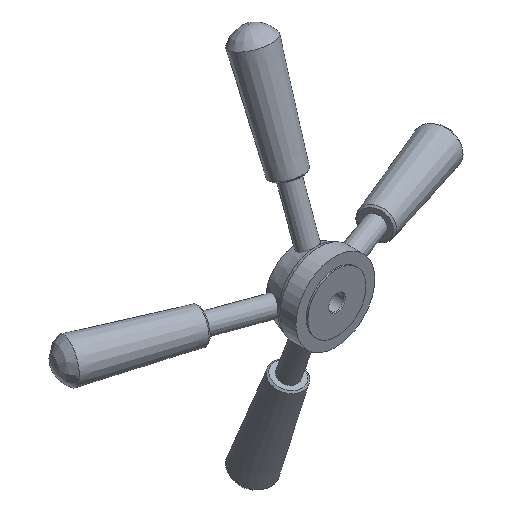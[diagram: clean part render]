
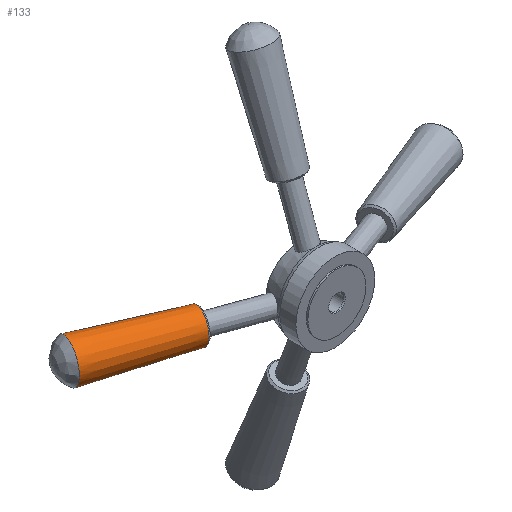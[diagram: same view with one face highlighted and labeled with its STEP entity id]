
A CAD part, isometric view. The second image highlights one B-rep face of the part: STEP entity #133.
In plain terms, the highlighted conical face has half-angle 2.203 degrees and reference radius 12.491 mm.
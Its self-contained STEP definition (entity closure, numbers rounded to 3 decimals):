
#133=ADVANCED_FACE('',(#179,#218),#158,.T.);
#158=CONICAL_SURFACE('',#500,12.491,2.203);
#179=FACE_OUTER_BOUND('',#268,.T.);
#218=FACE_BOUND('',#269,.T.);
#268=EDGE_LOOP('',(#340));
#269=EDGE_LOOP('',(#341));
#340=ORIENTED_EDGE('',*,*,#430,.T.);
#341=ORIENTED_EDGE('',*,*,#429,.F.);
#390=VERTEX_POINT('',#816);
#391=VERTEX_POINT('',#819);
#429=EDGE_CURVE('',#390,#390,#456,.T.);
#430=EDGE_CURVE('',#391,#391,#457,.T.);
#456=CIRCLE('',#497,9.991);
#457=CIRCLE('',#499,12.491);
#497=AXIS2_PLACEMENT_3D('',#815,#580,#581);
#499=AXIS2_PLACEMENT_3D('',#818,#584,#585);
#500=AXIS2_PLACEMENT_3D('',#820,#586,#587);
#580=DIRECTION('',(0.94,-0.342,0.));
#581=DIRECTION('',(-0.342,-0.94,0.));
#584=DIRECTION('',(0.94,-0.342,0.));
#585=DIRECTION('',(-0.342,-0.94,0.));
#586=DIRECTION('',(-0.94,0.342,0.));
#587=DIRECTION('',(0.342,0.94,0.));
#815=CARTESIAN_POINT('',(422.671,370.978,0.));
#816=CARTESIAN_POINT('',(419.254,361.59,0.));
#818=CARTESIAN_POINT('',(361.591,393.209,0.));
#819=CARTESIAN_POINT('',(357.319,381.472,0.));
#820=CARTESIAN_POINT('',(361.591,393.209,0.));
